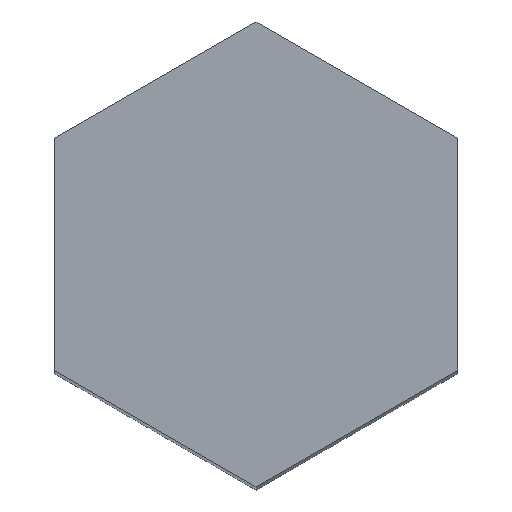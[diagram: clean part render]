
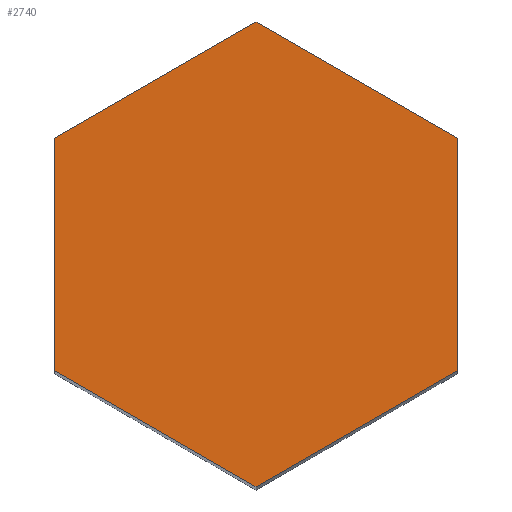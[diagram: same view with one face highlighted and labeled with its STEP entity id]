
A CAD part, top view. The second image highlights one B-rep face of the part: STEP entity #2740.
In plain terms, the highlighted planar face has unit normal (0, 0, 1).
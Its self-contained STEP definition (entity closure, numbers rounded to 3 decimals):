
#70=LINE('',#4835,#268);
#73=LINE('',#4840,#271);
#75=LINE('',#4844,#273);
#218=LINE('',#6333,#416);
#219=LINE('',#6336,#417);
#221=LINE('',#6339,#419);
#268=VECTOR('',#2906,10.);
#271=VECTOR('',#2911,10.);
#273=VECTOR('',#2915,10.);
#416=VECTOR('',#3136,10.);
#417=VECTOR('',#3139,10.);
#419=VECTOR('',#3143,10.);
#477=PLANE('',#2823);
#619=FACE_OUTER_BOUND('',#769,.T.);
#769=EDGE_LOOP('',(#2469,#2470,#2471,#2472,#2473,#2474));
#1137=VERTEX_POINT('',#4832);
#1138=VERTEX_POINT('',#4834);
#1139=VERTEX_POINT('',#4838);
#1140=VERTEX_POINT('',#4842);
#1257=VERTEX_POINT('',#6331);
#1258=VERTEX_POINT('',#6335);
#1432=EDGE_CURVE('',#1138,#1137,#70,.T.);
#1435=EDGE_CURVE('',#1137,#1139,#73,.T.);
#1437=EDGE_CURVE('',#1139,#1140,#75,.T.);
#1664=EDGE_CURVE('',#1140,#1257,#218,.T.);
#1665=EDGE_CURVE('',#1258,#1138,#219,.T.);
#1667=EDGE_CURVE('',#1257,#1258,#221,.T.);
#2469=ORIENTED_EDGE('',*,*,#1435,.T.);
#2470=ORIENTED_EDGE('',*,*,#1437,.T.);
#2471=ORIENTED_EDGE('',*,*,#1664,.T.);
#2472=ORIENTED_EDGE('',*,*,#1667,.T.);
#2473=ORIENTED_EDGE('',*,*,#1665,.T.);
#2474=ORIENTED_EDGE('',*,*,#1432,.T.);
#2740=ADVANCED_FACE('',(#619),#477,.F.);
#2823=AXIS2_PLACEMENT_3D('',#6340,#3144,#3145);
#2906=DIRECTION('',(0.866,-0.5,0.));
#2911=DIRECTION('',(0.866,0.5,0.));
#2915=DIRECTION('',(0.,1.,0.));
#3136=DIRECTION('',(-0.866,0.5,0.));
#3139=DIRECTION('',(0.,-1.,0.));
#3143=DIRECTION('',(-0.866,-0.5,0.));
#3144=DIRECTION('center_axis',(0.,0.,-1.));
#3145=DIRECTION('ref_axis',(-1.,0.,0.));
#4832=CARTESIAN_POINT('',(0.,-4.619,65.));
#4834=CARTESIAN_POINT('',(-4.,-2.309,65.));
#4835=CARTESIAN_POINT('',(-3.,-2.887,65.));
#4838=CARTESIAN_POINT('',(4.,-2.309,65.));
#4840=CARTESIAN_POINT('',(1.,-4.041,65.));
#4842=CARTESIAN_POINT('',(4.,2.309,65.));
#4844=CARTESIAN_POINT('',(4.,-1.155,65.));
#6331=CARTESIAN_POINT('',(0.,4.619,65.));
#6333=CARTESIAN_POINT('',(3.,2.887,65.));
#6335=CARTESIAN_POINT('',(-4.,2.309,65.));
#6336=CARTESIAN_POINT('',(-4.,1.155,65.));
#6339=CARTESIAN_POINT('',(-1.,4.041,65.));
#6340=CARTESIAN_POINT('Origin',(0.,0.,65.));
